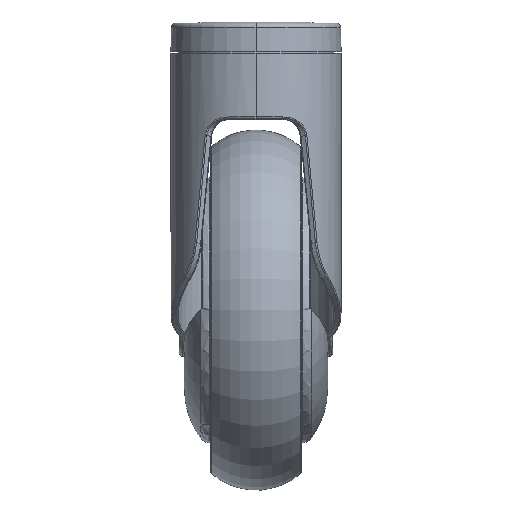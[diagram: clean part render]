
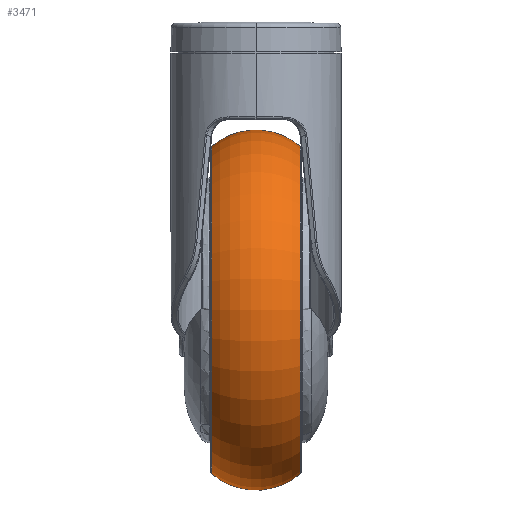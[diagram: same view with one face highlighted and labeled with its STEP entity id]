
A CAD part, top view. The second image highlights one B-rep face of the part: STEP entity #3471.
In plain terms, the highlighted toroidal (fillet/blend) face has major radius 39.5 mm and minor radius 24 mm.
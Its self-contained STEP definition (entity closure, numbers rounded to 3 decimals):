
#274 = ORIENTED_EDGE ( 'NONE', *, *, #2327, .T. ) ;
#407 = VERTEX_POINT ( 'NONE', #3468 ) ;
#861 = DIRECTION ( 'NONE',  ( 1., 0., 0. ) ) ;
#1139 = EDGE_CURVE ( 'NONE', #4655, #8019, #6884, .T. ) ;
#1643 = CIRCLE ( 'NONE', #4880, 24. ) ;
#2139 = CARTESIAN_POINT ( 'NONE',  ( 15.652, 0., 0. ) ) ;
#2172 = EDGE_LOOP ( 'NONE', ( #2838, #274, #9424, #4176 ) ) ;
#2327 = EDGE_CURVE ( 'NONE', #7871, #407, #1643, .T. ) ;
#2358 = CARTESIAN_POINT ( 'NONE',  ( -15.652, 57.694, 0. ) ) ;
#2510 = DIRECTION ( 'NONE',  ( 1., 0., 0. ) ) ;
#2806 = CARTESIAN_POINT ( 'NONE',  ( 0., 39.5, 0. ) ) ;
#2838 = ORIENTED_EDGE ( 'NONE', *, *, #4253, .T. ) ;
#3018 = TOROIDAL_SURFACE ( 'NONE', #8438, 39.5, 24. ) ;
#3087 = CARTESIAN_POINT ( 'NONE',  ( 0., -39.5, 0. ) ) ;
#3468 = CARTESIAN_POINT ( 'NONE',  ( 15.652, -57.694, 0. ) ) ;
#3471 = ADVANCED_FACE ( 'NONE', ( #8246 ), #3018, .T. ) ;
#3820 = DIRECTION ( 'NONE',  ( 0., 1., 0. ) ) ;
#4142 = CIRCLE ( 'NONE', #5516, 57.694 ) ;
#4176 = ORIENTED_EDGE ( 'NONE', *, *, #1139, .F. ) ;
#4253 = EDGE_CURVE ( 'NONE', #4655, #7871, #8533, .T. ) ;
#4340 = AXIS2_PLACEMENT_3D ( 'NONE', #9166, #2510, #5461 ) ;
#4655 = VERTEX_POINT ( 'NONE', #2358 ) ;
#4826 = CARTESIAN_POINT ( 'NONE',  ( 15.652, 57.694, 0. ) ) ;
#4880 = AXIS2_PLACEMENT_3D ( 'NONE', #3087, #6034, #9009 ) ;
#5093 = DIRECTION ( 'NONE',  ( 1., 0., 0. ) ) ;
#5461 = DIRECTION ( 'NONE',  ( 0., 1., 0. ) ) ;
#5516 = AXIS2_PLACEMENT_3D ( 'NONE', #2139, #5093, #8065 ) ;
#5709 = EDGE_CURVE ( 'NONE', #8019, #407, #4142, .T. ) ;
#5756 = DIRECTION ( 'NONE',  ( 0., 0., -1. ) ) ;
#6034 = DIRECTION ( 'NONE',  ( 0., 0., 1. ) ) ;
#6814 = CARTESIAN_POINT ( 'NONE',  ( -15.652, -57.694, 0. ) ) ;
#6884 = CIRCLE ( 'NONE', #6888, 24. ) ;
#6888 = AXIS2_PLACEMENT_3D ( 'NONE', #2806, #5756, #8724 ) ;
#7510 = CARTESIAN_POINT ( 'NONE',  ( 0., 0., 0. ) ) ;
#7871 = VERTEX_POINT ( 'NONE', #6814 ) ;
#8019 = VERTEX_POINT ( 'NONE', #4826 ) ;
#8065 = DIRECTION ( 'NONE',  ( 0., 1., 0. ) ) ;
#8246 = FACE_OUTER_BOUND ( 'NONE', #2172, .T. ) ;
#8438 = AXIS2_PLACEMENT_3D ( 'NONE', #7510, #861, #3820 ) ;
#8533 = CIRCLE ( 'NONE', #4340, 57.694 ) ;
#8724 = DIRECTION ( 'NONE',  ( -1., 0., 0. ) ) ;
#9009 = DIRECTION ( 'NONE',  ( 0., -1., 0. ) ) ;
#9166 = CARTESIAN_POINT ( 'NONE',  ( -15.652, 0., 0. ) ) ;
#9424 = ORIENTED_EDGE ( 'NONE', *, *, #5709, .F. ) ;
